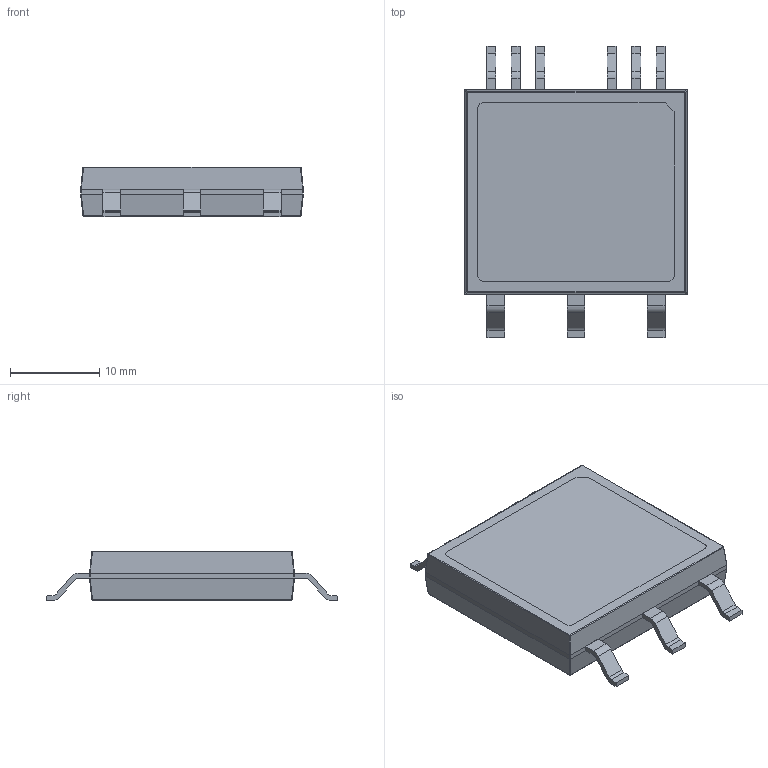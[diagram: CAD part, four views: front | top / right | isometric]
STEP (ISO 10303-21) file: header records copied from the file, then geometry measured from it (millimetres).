
FILE_DESCRIPTION (( 'STEP AP214' ), '1' );
FILE_NAME ('STGSH80HB65DAG.STEP', '2024-06-27T12:30:48', ( '' ), ( '' ), 'SwSTEP 2.0', 'SolidWorks 2022', '' );
FILE_SCHEMA (( 'AUTOMOTIVE_DESIGN' ));
Length unit declared in the file: millimetre
Products named in the file (1): STGSH80HB65DAG
Bounding box: 25 x 32.7 x 5.6 mm (x, y, z)
Volume: 3130.3 mm3; surface area: 1847.7 mm2
Topology: 10 solids, 10 shells, 197 faces, 484 edges, 312 vertices
Faces by surface type: plane 109, cylinder 64, torus 16, sphere 8
Entity records: 6960 total; most frequent: CARTESIAN_POINT 1206, DIRECTION 992, ORIENTED_EDGE 968, EDGE_CURVE 484, AXIS2_PLACEMENT_3D 342, VERTEX_POINT 312, LINE 308, VECTOR 308
